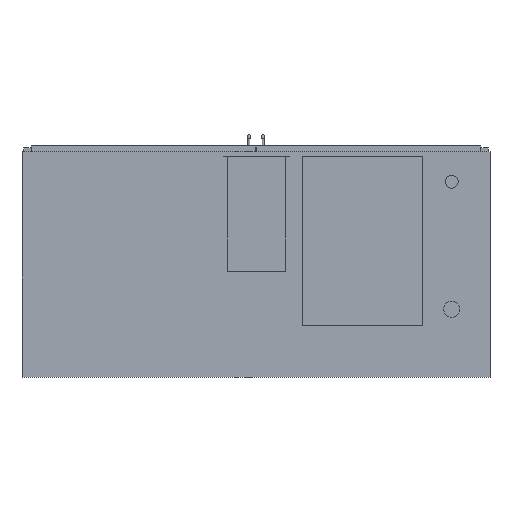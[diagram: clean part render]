
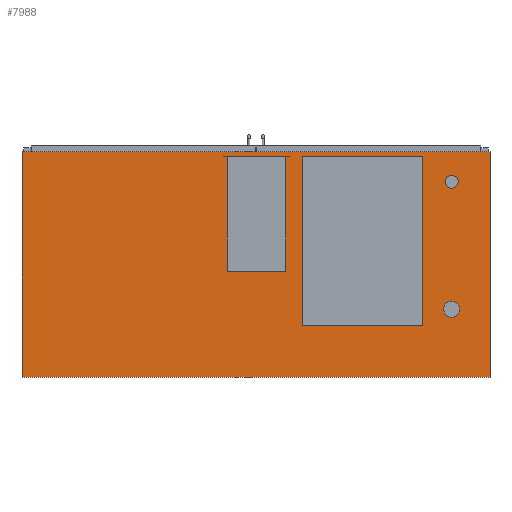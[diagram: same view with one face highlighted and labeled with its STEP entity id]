
A CAD part, front view. The second image highlights one B-rep face of the part: STEP entity #7988.
In plain terms, the highlighted planar face has unit normal (0, -1, 0).
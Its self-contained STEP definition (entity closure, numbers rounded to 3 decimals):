
#138=FACE_BOUND('',#1110,.T.);
#139=FACE_BOUND('',#1111,.T.);
#170=PLANE('',#8567);
#607=FACE_OUTER_BOUND('',#1109,.T.);
#1109=EDGE_LOOP('',(#5694,#5695,#5696,#5697));
#1110=EDGE_LOOP('',(#5698));
#1111=EDGE_LOOP('',(#5699));
#1635=LINE('',#11483,#2651);
#1637=LINE('',#11487,#2653);
#1639=LINE('',#11491,#2655);
#1641=LINE('',#11494,#2657);
#2651=VECTOR('',#9221,10.);
#2653=VECTOR('',#9225,10.);
#2655=VECTOR('',#9229,10.);
#2657=VECTOR('',#9233,10.);
#3649=CIRCLE('',#8551,20.);
#3651=CIRCLE('',#8555,25.);
#3753=VERTEX_POINT('',#11434);
#3755=VERTEX_POINT('',#11441);
#3768=VERTEX_POINT('',#11480);
#3769=VERTEX_POINT('',#11482);
#3770=VERTEX_POINT('',#11486);
#3771=VERTEX_POINT('',#11490);
#4506=EDGE_CURVE('',#3753,#3753,#3649,.T.);
#4509=EDGE_CURVE('',#3755,#3755,#3651,.T.);
#4527=EDGE_CURVE('',#3769,#3768,#1635,.T.);
#4529=EDGE_CURVE('',#3770,#3769,#1637,.T.);
#4531=EDGE_CURVE('',#3771,#3770,#1639,.T.);
#4533=EDGE_CURVE('',#3768,#3771,#1641,.T.);
#5694=ORIENTED_EDGE('',*,*,#4533,.T.);
#5695=ORIENTED_EDGE('',*,*,#4531,.T.);
#5696=ORIENTED_EDGE('',*,*,#4529,.T.);
#5697=ORIENTED_EDGE('',*,*,#4527,.T.);
#5698=ORIENTED_EDGE('',*,*,#4506,.T.);
#5699=ORIENTED_EDGE('',*,*,#4509,.T.);
#7988=ADVANCED_FACE('',(#607,#138,#139),#170,.T.);
#8551=AXIS2_PLACEMENT_3D('',#11436,#9177,#9178);
#8555=AXIS2_PLACEMENT_3D('',#11443,#9186,#9187);
#8567=AXIS2_PLACEMENT_3D('',#11495,#9234,#9235);
#9177=DIRECTION('center_axis',(0.,1.,0.));
#9178=DIRECTION('ref_axis',(1.,0.,0.));
#9186=DIRECTION('center_axis',(0.,1.,0.));
#9187=DIRECTION('ref_axis',(1.,0.,0.));
#9221=DIRECTION('',(-1.,0.,0.));
#9225=DIRECTION('',(0.,0.,1.));
#9229=DIRECTION('',(1.,0.,0.));
#9233=DIRECTION('',(0.,0.,-1.));
#9234=DIRECTION('center_axis',(0.,-1.,0.));
#9235=DIRECTION('ref_axis',(0.,0.,-1.));
#11434=CARTESIAN_POINT('',(582.,-370.,254.5));
#11436=CARTESIAN_POINT('Origin',(602.,-370.,254.5));
#11441=CARTESIAN_POINT('',(577.,-370.,-137.5));
#11443=CARTESIAN_POINT('Origin',(602.,-370.,-137.5));
#11480=CARTESIAN_POINT('',(-720.,-370.,347.5));
#11482=CARTESIAN_POINT('',(720.,-370.,347.5));
#11483=CARTESIAN_POINT('',(-720.,-370.,347.5));
#11486=CARTESIAN_POINT('',(720.,-370.,-347.5));
#11487=CARTESIAN_POINT('',(720.,-370.,347.5));
#11490=CARTESIAN_POINT('',(-720.,-370.,-347.5));
#11491=CARTESIAN_POINT('',(720.,-370.,-347.5));
#11494=CARTESIAN_POINT('',(-720.,-370.,-347.5));
#11495=CARTESIAN_POINT('Origin',(0.,-370.,0.));
